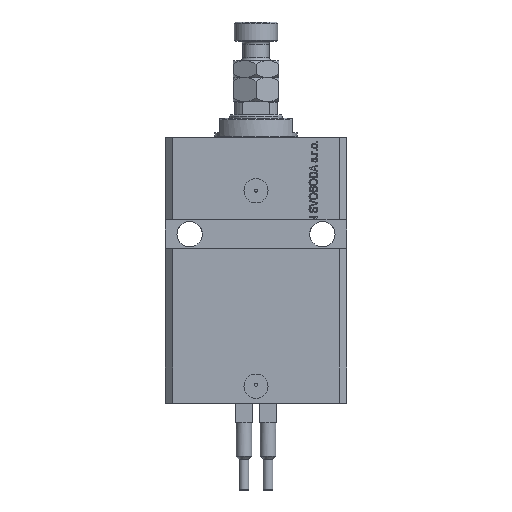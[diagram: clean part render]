
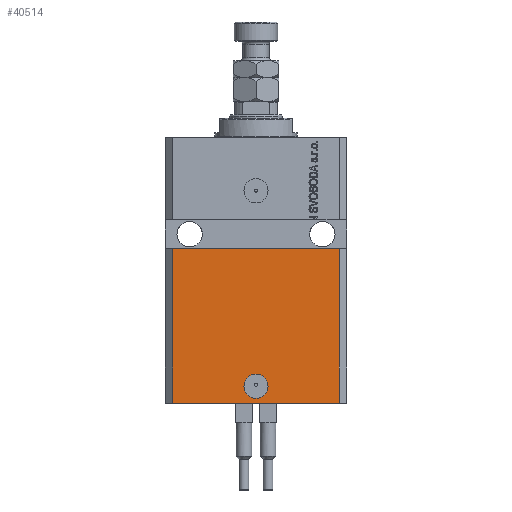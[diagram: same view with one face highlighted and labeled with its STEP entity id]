
A CAD part, front view. The second image highlights one B-rep face of the part: STEP entity #40514.
In plain terms, the highlighted planar face has unit normal (0, -1, 0).
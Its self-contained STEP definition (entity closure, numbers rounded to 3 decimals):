
#3052 = ORIENTED_EDGE ( 'NONE', *, *, #35456, .F. ) ;
#3661 = CARTESIAN_POINT ( 'NONE',  ( -34.5, -27.5, -110. ) ) ;
#4350 = CARTESIAN_POINT ( 'NONE',  ( 0., -27.5, -103. ) ) ;
#4553 = DIRECTION ( 'NONE',  ( 0., 0., 1. ) ) ;
#5857 = VERTEX_POINT ( 'NONE', #13599 ) ;
#6083 = AXIS2_PLACEMENT_3D ( 'NONE', #3661, #11885, #15141 ) ;
#6888 = CIRCLE ( 'NONE', #16467, 5. ) ;
#8468 = CARTESIAN_POINT ( 'NONE',  ( -37.5, -27.5, -46. ) ) ;
#10984 = DIRECTION ( 'NONE',  ( 1., 0., 0. ) ) ;
#11709 = DIRECTION ( 'NONE',  ( 1., 0., 0. ) ) ;
#11885 = DIRECTION ( 'NONE',  ( 0., -1., 0. ) ) ;
#12208 = CARTESIAN_POINT ( 'NONE',  ( -34.5, -27.5, -110. ) ) ;
#12209 = LINE ( 'NONE', #8468, #32345 ) ;
#13599 = CARTESIAN_POINT ( 'NONE',  ( -34.5, -27.5, -46. ) ) ;
#13712 = VECTOR ( 'NONE', #4553, 1000. ) ;
#15141 = DIRECTION ( 'NONE',  ( 0., 0., -1. ) ) ;
#15290 = ORIENTED_EDGE ( 'NONE', *, *, #24743, .F. ) ;
#15781 = VECTOR ( 'NONE', #29846, 1000. ) ;
#15784 = LINE ( 'NONE', #45955, #13712 ) ;
#16467 = AXIS2_PLACEMENT_3D ( 'NONE', #45132, #49110, #10984 ) ;
#17072 = CARTESIAN_POINT ( 'NONE',  ( 34.5, -27.5, -110. ) ) ;
#18925 = VERTEX_POINT ( 'NONE', #12208 ) ;
#22318 = VERTEX_POINT ( 'NONE', #31828 ) ;
#22332 = VERTEX_POINT ( 'NONE', #38317 ) ;
#22557 = LINE ( 'NONE', #38504, #28239 ) ;
#22602 = PLANE ( 'NONE',  #6083 ) ;
#22801 = DIRECTION ( 'NONE',  ( 0., 0., 1. ) ) ;
#23651 = VERTEX_POINT ( 'NONE', #17072 ) ;
#24328 = CIRCLE ( 'NONE', #46615, 5. ) ;
#24743 = EDGE_CURVE ( 'NONE', #18925, #5857, #15784, .T. ) ;
#24848 = EDGE_LOOP ( 'NONE', ( #39846, #3052 ) ) ;
#27003 = ORIENTED_EDGE ( 'NONE', *, *, #37725, .F. ) ;
#28239 = VECTOR ( 'NONE', #22801, 1000. ) ;
#29846 = DIRECTION ( 'NONE',  ( 1., 0., 0. ) ) ;
#31828 = CARTESIAN_POINT ( 'NONE',  ( -5., -27.5, -103. ) ) ;
#32345 = VECTOR ( 'NONE', #11709, 1000. ) ;
#34300 = EDGE_CURVE ( 'NONE', #23651, #22332, #22557, .T. ) ;
#34800 = FACE_BOUND ( 'NONE', #24848, .T. ) ;
#35456 = EDGE_CURVE ( 'NONE', #22318, #40271, #24328, .T. ) ;
#37725 = EDGE_CURVE ( 'NONE', #5857, #22332, #12209, .T. ) ;
#38317 = CARTESIAN_POINT ( 'NONE',  ( 34.5, -27.5, -46. ) ) ;
#38504 = CARTESIAN_POINT ( 'NONE',  ( 34.5, -27.5, -110. ) ) ;
#38534 = EDGE_CURVE ( 'NONE', #40271, #22318, #6888, .T. ) ;
#39846 = ORIENTED_EDGE ( 'NONE', *, *, #38534, .F. ) ;
#40271 = VERTEX_POINT ( 'NONE', #43852 ) ;
#40514 = ADVANCED_FACE ( 'NONE', ( #34800, #41808 ), #22602, .T. ) ;
#40851 = CARTESIAN_POINT ( 'NONE',  ( -34.5, -27.5, -110. ) ) ;
#41339 = LINE ( 'NONE', #40851, #15781 ) ;
#41808 = FACE_OUTER_BOUND ( 'NONE', #49067, .T. ) ;
#42184 = ORIENTED_EDGE ( 'NONE', *, *, #48060, .T. ) ;
#43852 = CARTESIAN_POINT ( 'NONE',  ( 5., -27.5, -103. ) ) ;
#43994 = ORIENTED_EDGE ( 'NONE', *, *, #34300, .T. ) ;
#45132 = CARTESIAN_POINT ( 'NONE',  ( 0., -27.5, -103. ) ) ;
#45511 = DIRECTION ( 'NONE',  ( 1., 0., 0. ) ) ;
#45955 = CARTESIAN_POINT ( 'NONE',  ( -34.5, -27.5, -110. ) ) ;
#45999 = DIRECTION ( 'NONE',  ( 0., -1., 0. ) ) ;
#46615 = AXIS2_PLACEMENT_3D ( 'NONE', #4350, #45999, #45511 ) ;
#48060 = EDGE_CURVE ( 'NONE', #18925, #23651, #41339, .T. ) ;
#49067 = EDGE_LOOP ( 'NONE', ( #27003, #15290, #42184, #43994 ) ) ;
#49110 = DIRECTION ( 'NONE',  ( 0., -1., 0. ) ) ;
